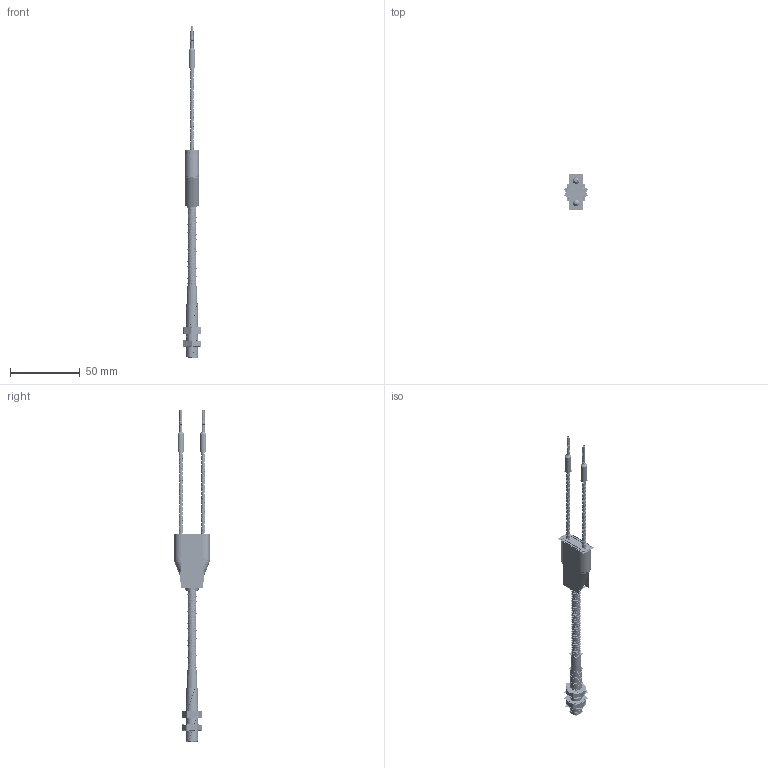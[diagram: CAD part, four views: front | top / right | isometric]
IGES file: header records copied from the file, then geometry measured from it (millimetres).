
Start section:  PTC IGES file: 161867.igs
Global section: file name: 161867.igs; native system: Pro/ENGINEER by Parametric Technology Corporation; preprocessor: 2009141; author: banengservice; organization: Unknown; date: 20120224.091358; units: millimetre
Bounding box: 17.23 x 26.43 x 237.67 mm (x, y, z)
Volume: 8138.6 mm3; surface area: 131477 mm2
Topology: 10 solids, 10 shells, 2562 faces, 12462 edges, 15833 vertices
Faces by surface type: revolution 1924, bspline 638
